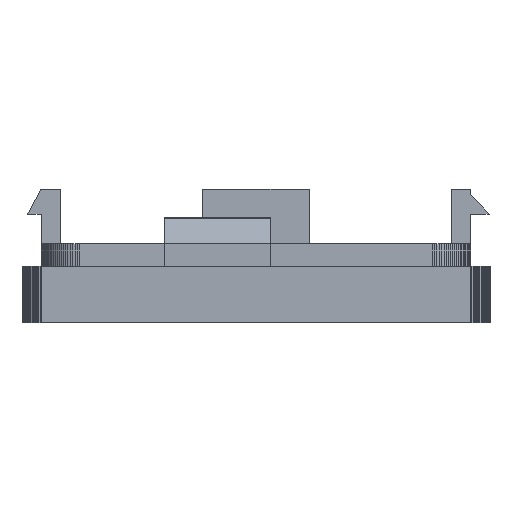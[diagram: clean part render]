
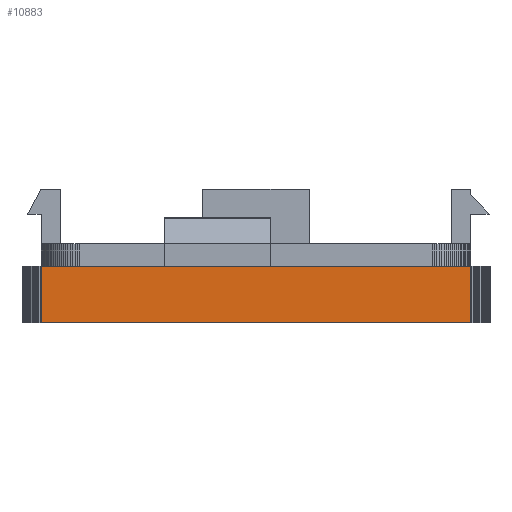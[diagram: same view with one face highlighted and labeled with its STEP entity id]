
A CAD part, front view. The second image highlights one B-rep face of the part: STEP entity #10883.
In plain terms, the highlighted planar face has unit normal (0, -1, 0).
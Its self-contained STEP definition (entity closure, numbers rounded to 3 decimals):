
#819 = VERTEX_POINT('',#820);
#820 = CARTESIAN_POINT('',(-11.124,-19.624,
    -30.01));
#826 = EDGE_CURVE('',#827,#819,#829,.T.);
#827 = VERTEX_POINT('',#828);
#828 = CARTESIAN_POINT('',(11.126,-19.624,
    -30.01));
#829 = LINE('',#830,#831);
#830 = CARTESIAN_POINT('',(11.126,-19.624,
    -30.01));
#831 = VECTOR('',#832,1.);
#832 = DIRECTION('',(-1.,0.,0.));
#3174 = EDGE_CURVE('',#827,#3175,#3177,.T.);
#3175 = VERTEX_POINT('',#3176);
#3176 = CARTESIAN_POINT('',(11.126,-19.624,
    -32.941));
#3177 = LINE('',#3178,#3179);
#3178 = CARTESIAN_POINT('',(11.126,-19.624,
    -30.01));
#3179 = VECTOR('',#3180,1.);
#3180 = DIRECTION('',(0.,0.,-1.));
#3712 = EDGE_CURVE('',#3175,#3713,#3715,.T.);
#3713 = VERTEX_POINT('',#3714);
#3714 = CARTESIAN_POINT('',(-11.124,-19.624,
    -32.941));
#3715 = LINE('',#3716,#3717);
#3716 = CARTESIAN_POINT('',(11.126,-19.624,
    -32.941));
#3717 = VECTOR('',#3718,1.);
#3718 = DIRECTION('',(-1.,0.,0.));
#10009 = EDGE_CURVE('',#3713,#819,#10010,.T.);
#10010 = LINE('',#10011,#10012);
#10011 = CARTESIAN_POINT('',(-11.124,-19.624,
    -32.941));
#10012 = VECTOR('',#10013,1.);
#10013 = DIRECTION('',(0.,0.,1.));
#10883 = ADVANCED_FACE('',(#10884),#10890,.T.);
#10884 = FACE_BOUND('',#10885,.T.);
#10885 = EDGE_LOOP('',(#10886,#10887,#10888,#10889));
#10886 = ORIENTED_EDGE('',*,*,#826,.T.);
#10887 = ORIENTED_EDGE('',*,*,#10009,.F.);
#10888 = ORIENTED_EDGE('',*,*,#3712,.F.);
#10889 = ORIENTED_EDGE('',*,*,#3174,.F.);
#10890 = PLANE('',#10891);
#10891 = AXIS2_PLACEMENT_3D('',#10892,#10893,#10894);
#10892 = CARTESIAN_POINT('',(0.001,-19.624,
    -31.475));
#10893 = DIRECTION('',(-0.,-1.,-0.));
#10894 = DIRECTION('',(0.,0.,-1.));
